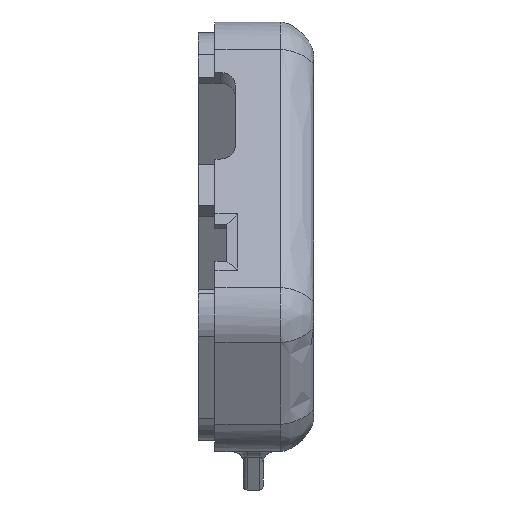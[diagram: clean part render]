
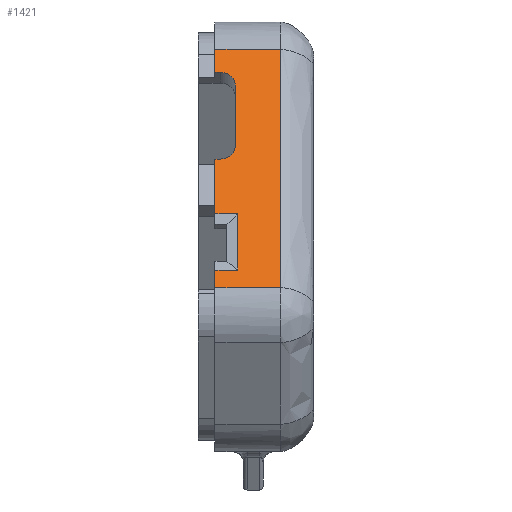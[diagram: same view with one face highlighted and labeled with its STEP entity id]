
A CAD part, left-side view. The second image highlights one B-rep face of the part: STEP entity #1421.
In plain terms, the highlighted planar face has unit normal (-0.866, 0, 0.5).
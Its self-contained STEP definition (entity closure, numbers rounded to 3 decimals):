
#40 = ORIENTED_EDGE ( 'NONE', *, *, #3477, .F. ) ;
#76 = DIRECTION ( 'NONE',  ( -0.866, 0., 0.5 ) ) ;
#87 = VERTEX_POINT ( 'NONE', #1942 ) ;
#91 = CARTESIAN_POINT ( 'NONE',  ( -19.736, 6.91, 0.216 ) ) ;
#97 = VERTEX_POINT ( 'NONE', #3765 ) ;
#99 = AXIS2_PLACEMENT_3D ( 'NONE', #3355, #1961, #174 ) ;
#114 = EDGE_CURVE ( 'NONE', #3026, #1910, #1642, .T. ) ;
#174 = DIRECTION ( 'NONE',  ( 0.5, 0., 0.866 ) ) ;
#321 = EDGE_CURVE ( 'NONE', #97, #2705, #1822, .T. ) ;
#349 = DIRECTION ( 'NONE',  ( 0.5, 0., 0.866 ) ) ;
#383 = AXIS2_PLACEMENT_3D ( 'NONE', #3255, #76, #3591 ) ;
#412 = CARTESIAN_POINT ( 'NONE',  ( -10.505, 7.15, 16.205 ) ) ;
#447 = ORIENTED_EDGE ( 'NONE', *, *, #1709, .T. ) ;
#500 = LINE ( 'NONE', #3367, #4542 ) ;
#505 = ORIENTED_EDGE ( 'NONE', *, *, #636, .F. ) ;
#603 = CARTESIAN_POINT ( 'NONE',  ( -8.63, 9., 19.452 ) ) ;
#613 = CARTESIAN_POINT ( 'NONE',  ( -21.161, 3., -2.252 ) ) ;
#616 = ORIENTED_EDGE ( 'NONE', *, *, #321, .T. ) ;
#636 = EDGE_CURVE ( 'NONE', #2676, #1694, #2198, .T. ) ;
#673 = CARTESIAN_POINT ( 'NONE',  ( -9.83, 9., 17.374 ) ) ;
#692 = LINE ( 'NONE', #4621, #957 ) ;
#723 = CARTESIAN_POINT ( 'NONE',  ( -10.505, 8.5, 16.205 ) ) ;
#733 = DIRECTION ( 'NONE',  ( 0., -1., 0. ) ) ;
#739 = DIRECTION ( 'NONE',  ( 0., 1., 0. ) ) ;
#844 = EDGE_CURVE ( 'NONE', #1259, #3844, #4286, .T. ) ;
#897 = PLANE ( 'NONE',  #99 ) ;
#921 = VERTEX_POINT ( 'NONE', #1505 ) ;
#957 = VECTOR ( 'NONE', #1420, 1000. ) ;
#997 = CARTESIAN_POINT ( 'NONE',  ( -12.807, 3., 12.217 ) ) ;
#1087 = ORIENTED_EDGE ( 'NONE', *, *, #2398, .T. ) ;
#1123 = CARTESIAN_POINT ( 'NONE',  ( -21.161, 3., -2.252 ) ) ;
#1182 = EDGE_CURVE ( 'NONE', #1694, #1358, #4589, .T. ) ;
#1245 = VECTOR ( 'NONE', #1866, 1000. ) ;
#1259 = VERTEX_POINT ( 'NONE', #2895 ) ;
#1336 = CARTESIAN_POINT ( 'NONE',  ( -8.63, 3., 19.452 ) ) ;
#1358 = VERTEX_POINT ( 'NONE', #412 ) ;
#1373 = VECTOR ( 'NONE', #2741, 1000. ) ;
#1420 = DIRECTION ( 'NONE',  ( -0.5, 0., -0.866 ) ) ;
#1421 = ADVANCED_FACE ( 'NONE', ( #3760 ), #897, .T. ) ;
#1505 = CARTESIAN_POINT ( 'NONE',  ( -9.83, 8.5, 17.374 ) ) ;
#1508 = LINE ( 'NONE', #1556, #4301 ) ;
#1544 = CARTESIAN_POINT ( 'NONE',  ( -21.161, 9., -2.252 ) ) ;
#1556 = CARTESIAN_POINT ( 'NONE',  ( -9.83, 0., 17.374 ) ) ;
#1642 = LINE ( 'NONE', #4500, #1373 ) ;
#1694 = VERTEX_POINT ( 'NONE', #3570 ) ;
#1709 = EDGE_CURVE ( 'NONE', #3937, #1903, #4326, .T. ) ;
#1710 = DIRECTION ( 'NONE',  ( 0., -1., 0. ) ) ;
#1775 = CARTESIAN_POINT ( 'NONE',  ( -14.4, 8.5, 9.458 ) ) ;
#1799 = B_SPLINE_CURVE_WITH_KNOTS ( 'NONE', 3,
 ( #613, #2389, #997, #1336 ),
 .UNSPECIFIED., .F., .F.,
 ( 4, 4 ),
 ( 0., 1. ),
 .UNSPECIFIED. ) ;
#1822 = LINE ( 'NONE', #2939, #3030 ) ;
#1866 = DIRECTION ( 'NONE',  ( 0., -1., 0. ) ) ;
#1903 = VERTEX_POINT ( 'NONE', #1123 ) ;
#1910 = VERTEX_POINT ( 'NONE', #673 ) ;
#1942 = CARTESIAN_POINT ( 'NONE',  ( -14.4, 9., 9.458 ) ) ;
#1961 = DIRECTION ( 'NONE',  ( -0.866, 0., 0.5 ) ) ;
#2122 = VECTOR ( 'NONE', #2785, 1000. ) ;
#2198 = CIRCLE ( 'NONE', #383, 1.35 ) ;
#2269 = ORIENTED_EDGE ( 'NONE', *, *, #844, .T. ) ;
#2307 = VECTOR ( 'NONE', #3826, 1000. ) ;
#2340 = DIRECTION ( 'NONE',  ( -0.5, 0., -0.866 ) ) ;
#2377 = AXIS2_PLACEMENT_3D ( 'NONE', #723, #2588, #349 ) ;
#2389 = CARTESIAN_POINT ( 'NONE',  ( -16.984, 3., 4.983 ) ) ;
#2398 = EDGE_CURVE ( 'NONE', #2705, #1259, #4387, .T. ) ;
#2429 = LINE ( 'NONE', #3109, #4458 ) ;
#2547 = ORIENTED_EDGE ( 'NONE', *, *, #114, .T. ) ;
#2577 = DIRECTION ( 'NONE',  ( -0.5, 0., -0.866 ) ) ;
#2588 = DIRECTION ( 'NONE',  ( -0.866, 0., 0.5 ) ) ;
#2616 = CARTESIAN_POINT ( 'NONE',  ( -8.63, 9., 19.452 ) ) ;
#2676 = VERTEX_POINT ( 'NONE', #1775 ) ;
#2705 = VERTEX_POINT ( 'NONE', #3641 ) ;
#2741 = DIRECTION ( 'NONE',  ( -0.5, 0., -0.866 ) ) ;
#2785 = DIRECTION ( 'NONE',  ( 0.5, 0., 0.866 ) ) ;
#2895 = CARTESIAN_POINT ( 'NONE',  ( -20.236, 6.91, -0.65 ) ) ;
#2939 = CARTESIAN_POINT ( 'NONE',  ( -17.286, 7.91, 4.46 ) ) ;
#2943 = ORIENTED_EDGE ( 'NONE', *, *, #4181, .F. ) ;
#2962 = EDGE_CURVE ( 'NONE', #1358, #921, #4379, .T. ) ;
#2988 = ORIENTED_EDGE ( 'NONE', *, *, #1182, .F. ) ;
#3026 = VERTEX_POINT ( 'NONE', #2616 ) ;
#3030 = VECTOR ( 'NONE', #733, 1000. ) ;
#3040 = VECTOR ( 'NONE', #2577, 1000. ) ;
#3069 = ORIENTED_EDGE ( 'NONE', *, *, #3496, .T. ) ;
#3104 = CARTESIAN_POINT ( 'NONE',  ( -20.236, 9., -0.65 ) ) ;
#3109 = CARTESIAN_POINT ( 'NONE',  ( -14.4, 0., 9.458 ) ) ;
#3142 = LINE ( 'NONE', #603, #2307 ) ;
#3255 = CARTESIAN_POINT ( 'NONE',  ( -13.725, 8.5, 10.627 ) ) ;
#3323 = VECTOR ( 'NONE', #739, 1000. ) ;
#3355 = CARTESIAN_POINT ( 'NONE',  ( -14.896, 9., 8.6 ) ) ;
#3367 = CARTESIAN_POINT ( 'NONE',  ( -14.896, 9., 8.6 ) ) ;
#3371 = VERTEX_POINT ( 'NONE', #3582 ) ;
#3422 = EDGE_CURVE ( 'NONE', #921, #1910, #1508, .T. ) ;
#3477 = EDGE_CURVE ( 'NONE', #87, #2676, #2429, .T. ) ;
#3496 = EDGE_CURVE ( 'NONE', #1903, #3371, #1799, .T. ) ;
#3556 = CARTESIAN_POINT ( 'NONE',  ( -14.896, 7.15, 8.6 ) ) ;
#3570 = CARTESIAN_POINT ( 'NONE',  ( -13.725, 7.15, 10.627 ) ) ;
#3582 = CARTESIAN_POINT ( 'NONE',  ( -8.63, 3., 19.452 ) ) ;
#3591 = DIRECTION ( 'NONE',  ( 0.5, 0., 0.866 ) ) ;
#3639 = ORIENTED_EDGE ( 'NONE', *, *, #4501, .T. ) ;
#3641 = CARTESIAN_POINT ( 'NONE',  ( -17.286, 6.91, 4.46 ) ) ;
#3760 = FACE_OUTER_BOUND ( 'NONE', #4637, .T. ) ;
#3765 = CARTESIAN_POINT ( 'NONE',  ( -17.286, 9., 4.46 ) ) ;
#3826 = DIRECTION ( 'NONE',  ( 0., -1., 0. ) ) ;
#3844 = VERTEX_POINT ( 'NONE', #3104 ) ;
#3925 = CARTESIAN_POINT ( 'NONE',  ( -21.161, 9., -2.252 ) ) ;
#3935 = CARTESIAN_POINT ( 'NONE',  ( -20.236, 9., -0.65 ) ) ;
#3937 = VERTEX_POINT ( 'NONE', #3925 ) ;
#4034 = DIRECTION ( 'NONE',  ( 0., 1., 0. ) ) ;
#4181 = EDGE_CURVE ( 'NONE', #3026, #3371, #3142, .T. ) ;
#4274 = ORIENTED_EDGE ( 'NONE', *, *, #2962, .F. ) ;
#4281 = EDGE_CURVE ( 'NONE', #3844, #3937, #692, .T. ) ;
#4286 = LINE ( 'NONE', #3935, #3323 ) ;
#4301 = VECTOR ( 'NONE', #4034, 1000. ) ;
#4326 = LINE ( 'NONE', #1544, #1245 ) ;
#4379 = CIRCLE ( 'NONE', #2377, 1.35 ) ;
#4387 = LINE ( 'NONE', #91, #3040 ) ;
#4458 = VECTOR ( 'NONE', #1710, 1000. ) ;
#4499 = ORIENTED_EDGE ( 'NONE', *, *, #4281, .T. ) ;
#4500 = CARTESIAN_POINT ( 'NONE',  ( -14.896, 9., 8.6 ) ) ;
#4501 = EDGE_CURVE ( 'NONE', #87, #97, #500, .T. ) ;
#4542 = VECTOR ( 'NONE', #2340, 1000. ) ;
#4589 = LINE ( 'NONE', #3556, #2122 ) ;
#4621 = CARTESIAN_POINT ( 'NONE',  ( -14.896, 9., 8.6 ) ) ;
#4622 = ORIENTED_EDGE ( 'NONE', *, *, #3422, .F. ) ;
#4637 = EDGE_LOOP ( 'NONE', ( #447, #3069, #2943, #2547, #4622, #4274, #2988, #505, #40, #3639, #616, #1087, #2269, #4499 ) ) ;
